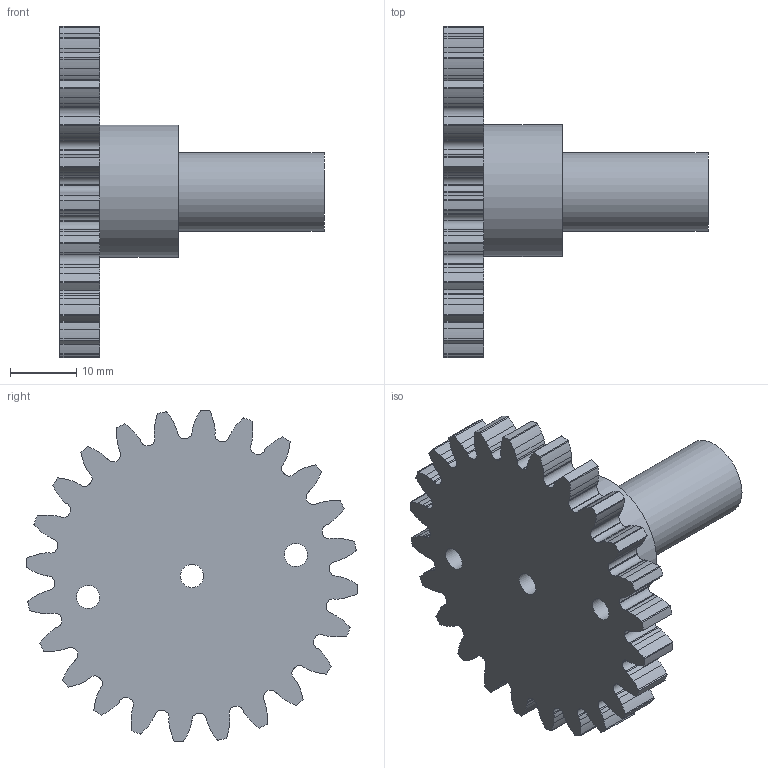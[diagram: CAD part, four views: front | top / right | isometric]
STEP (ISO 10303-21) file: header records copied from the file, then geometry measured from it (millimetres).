
FILE_DESCRIPTION(/* description */ ('STEP AP214'),/* implementation_level */ '2;1');
FILE_NAME(/* name */ 'AM_Gear_MainShaft.stp',/* time_stamp */ '2024-11-03T10:25:48-05:00',/* author */ ('yulio'),/* organization */ (''),/* preprocessor_version */ 'ST-DEVELOPER v20',/* originating_system */ 'Autodesk Inventor 2024',/* authorisation */ '');
FILE_SCHEMA (('AUTOMOTIVE_DESIGN { 1 0 10303 214 3 1 1 }'));
Length unit declared in the file: millimetre
Products named in the file (1): engrane1
Bounding box: 39.87 x 50.11 x 50.11 mm (x, y, z)
Volume: 15659.2 mm3; surface area: 7111.4 mm2
Topology: 1 solids, 1 shells, 465 faces, 1383 edges, 922 vertices
Faces by surface type: cylinder 365, plane 100
Full cylindrical faces by diameter (mm): 3.5 x3, 11.9 x1, 20 x1
Entity records: 16051 total; most frequent: DIRECTION 3045, CARTESIAN_POINT 2771, ORIENTED_EDGE 2766, EDGE_CURVE 1383, AXIS2_PLACEMENT_3D 1196, VERTEX_POINT 922, CIRCLE 730, LINE 653
